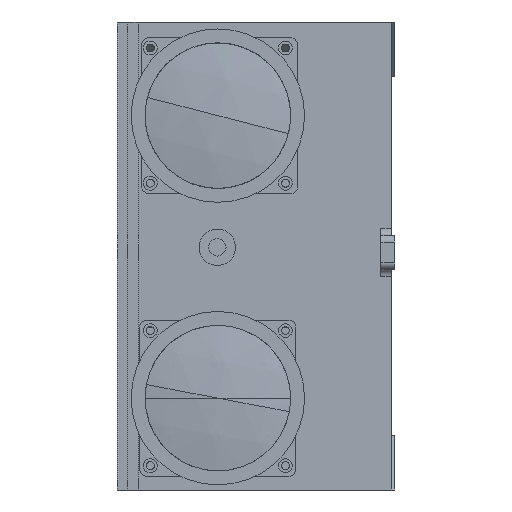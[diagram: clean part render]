
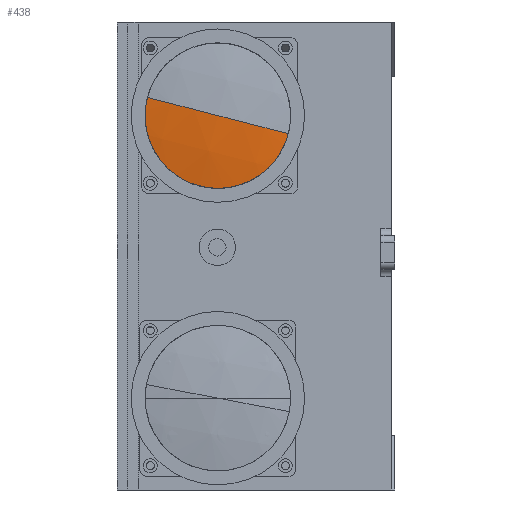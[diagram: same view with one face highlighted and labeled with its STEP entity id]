
A CAD part, left-side view. The second image highlights one B-rep face of the part: STEP entity #438.
In plain terms, the highlighted spherical face has radius 122 mm.
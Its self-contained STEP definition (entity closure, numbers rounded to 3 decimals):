
#82 = DIRECTION ( 'NONE',  ( 0., 1., 0. ) ) ;
#438 = ADVANCED_FACE ( 'NONE', ( #41856 ), #21506, .T. ) ;
#2168 = AXIS2_PLACEMENT_3D ( 'NONE', #2858, #32719, #27291 ) ;
#2858 = CARTESIAN_POINT ( 'NONE',  ( 1.821, 0., 0. ) ) ;
#3192 = EDGE_CURVE ( 'NONE', #15986, #17272, #31864, .T. ) ;
#4076 = CARTESIAN_POINT ( 'NONE',  ( 1.821, 0., 0. ) ) ;
#4673 = DIRECTION ( 'NONE',  ( 0., 0., 1. ) ) ;
#5200 = CIRCLE ( 'NONE', #19052, 122. ) ;
#7349 = DIRECTION ( 'NONE',  ( 0., 0., 1. ) ) ;
#9481 = CARTESIAN_POINT ( 'NONE',  ( 122., 0., 0. ) ) ;
#10100 = CARTESIAN_POINT ( 'NONE',  ( 1.821, 0., -21. ) ) ;
#11412 = ORIENTED_EDGE ( 'NONE', *, *, #28639, .F. ) ;
#12503 = ORIENTED_EDGE ( 'NONE', *, *, #26301, .T. ) ;
#12756 = EDGE_LOOP ( 'NONE', ( #12503, #33304, #20083, #11412 ) ) ;
#13561 = DIRECTION ( 'NONE',  ( 0., 1., 0. ) ) ;
#14300 = CIRCLE ( 'NONE', #2168, 21. ) ;
#15901 = AXIS2_PLACEMENT_3D ( 'NONE', #29149, #4673, #32670 ) ;
#15986 = VERTEX_POINT ( 'NONE', #10100 ) ;
#17272 = VERTEX_POINT ( 'NONE', #46783 ) ;
#19052 = AXIS2_PLACEMENT_3D ( 'NONE', #9481, #42608, #13561 ) ;
#20083 = ORIENTED_EDGE ( 'NONE', *, *, #51599, .T. ) ;
#21506 = SPHERICAL_SURFACE ( 'NONE', #48586, 122. ) ;
#26301 = EDGE_CURVE ( 'NONE', #50625, #15986, #14300, .T. ) ;
#27291 = DIRECTION ( 'NONE',  ( 0., 0., 1. ) ) ;
#28639 = EDGE_CURVE ( 'NONE', #50625, #33825, #30633, .T. ) ;
#29149 = CARTESIAN_POINT ( 'NONE',  ( 122., 0., 0. ) ) ;
#30633 = CIRCLE ( 'NONE', #15901, 122. ) ;
#31864 = CIRCLE ( 'NONE', #34448, 21. ) ;
#32670 = DIRECTION ( 'NONE',  ( 1., 0., 0. ) ) ;
#32719 = DIRECTION ( 'NONE',  ( -1., 0., 0. ) ) ;
#33304 = ORIENTED_EDGE ( 'NONE', *, *, #3192, .T. ) ;
#33825 = VERTEX_POINT ( 'NONE', #33871 ) ;
#33871 = CARTESIAN_POINT ( 'NONE',  ( 0., 0., 0. ) ) ;
#34448 = AXIS2_PLACEMENT_3D ( 'NONE', #4076, #37193, #7349 ) ;
#35384 = CARTESIAN_POINT ( 'NONE',  ( 1.821, 21., 0. ) ) ;
#37193 = DIRECTION ( 'NONE',  ( -1., 0., 0. ) ) ;
#37772 = DIRECTION ( 'NONE',  ( 0., 0., -1. ) ) ;
#38306 = CARTESIAN_POINT ( 'NONE',  ( 122., 0., 0. ) ) ;
#41856 = FACE_OUTER_BOUND ( 'NONE', #12756, .T. ) ;
#42608 = DIRECTION ( 'NONE',  ( 0., 0., -1. ) ) ;
#46783 = CARTESIAN_POINT ( 'NONE',  ( 1.821, -21., 0. ) ) ;
#48586 = AXIS2_PLACEMENT_3D ( 'NONE', #38306, #37772, #82 ) ;
#50625 = VERTEX_POINT ( 'NONE', #35384 ) ;
#51599 = EDGE_CURVE ( 'NONE', #17272, #33825, #5200, .T. ) ;
